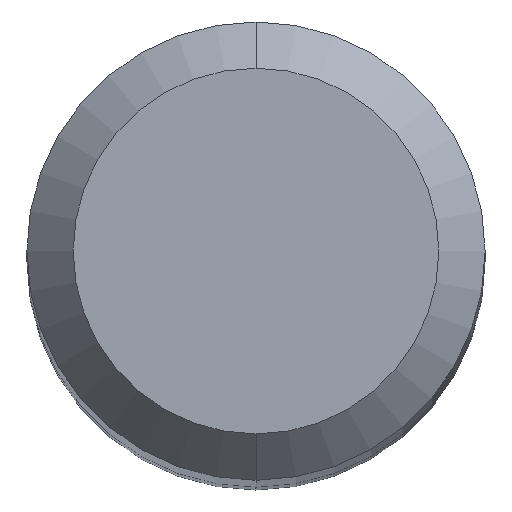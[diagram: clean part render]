
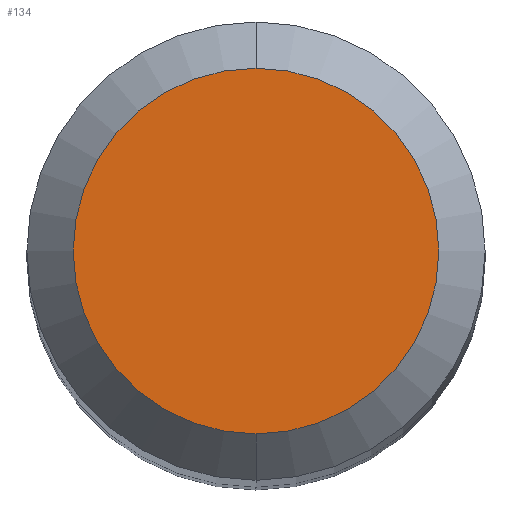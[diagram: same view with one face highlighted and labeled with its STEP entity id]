
A CAD part, top view. The second image highlights one B-rep face of the part: STEP entity #134.
In plain terms, the highlighted planar face has unit normal (0, 0, 1).
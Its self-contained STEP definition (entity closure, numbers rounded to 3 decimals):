
#15 = AXIS2_PLACEMENT_3D ( 'NONE', #247, #170, #251 ) ;
#30 = AXIS2_PLACEMENT_3D ( 'NONE', #56, #311, #83 ) ;
#48 = CIRCLE ( 'NONE', #15, 1.975 ) ;
#56 = CARTESIAN_POINT ( 'NONE',  ( 0., 0., 62. ) ) ;
#60 = PLANE ( 'NONE',  #163 ) ;
#74 = CARTESIAN_POINT ( 'NONE',  ( 0., 0., 62. ) ) ;
#83 = DIRECTION ( 'NONE',  ( 0., 1., 0. ) ) ;
#110 = DIRECTION ( 'NONE',  ( 0., 1., 0. ) ) ;
#134 = ADVANCED_FACE ( 'NONE', ( #167 ), #60, .F. ) ;
#163 = AXIS2_PLACEMENT_3D ( 'NONE', #74, #201, #110 ) ;
#167 = FACE_OUTER_BOUND ( 'NONE', #309, .T. ) ;
#168 = CIRCLE ( 'NONE', #30, 1.975 ) ;
#170 = DIRECTION ( 'NONE',  ( 0., 0., -1. ) ) ;
#183 = ORIENTED_EDGE ( 'NONE', *, *, #290, .F. ) ;
#189 = VERTEX_POINT ( 'NONE', #241 ) ;
#192 = VERTEX_POINT ( 'NONE', #337 ) ;
#201 = DIRECTION ( 'NONE',  ( 0., 0., -1. ) ) ;
#241 = CARTESIAN_POINT ( 'NONE',  ( 0., -1.975, 62. ) ) ;
#247 = CARTESIAN_POINT ( 'NONE',  ( 0., 0., 62. ) ) ;
#251 = DIRECTION ( 'NONE',  ( 0., 1., 0. ) ) ;
#290 = EDGE_CURVE ( 'NONE', #189, #192, #48, .T. ) ;
#301 = ORIENTED_EDGE ( 'NONE', *, *, #307, .F. ) ;
#307 = EDGE_CURVE ( 'NONE', #192, #189, #168, .T. ) ;
#309 = EDGE_LOOP ( 'NONE', ( #301, #183 ) ) ;
#311 = DIRECTION ( 'NONE',  ( 0., 0., -1. ) ) ;
#337 = CARTESIAN_POINT ( 'NONE',  ( 0., 1.975, 62. ) ) ;
